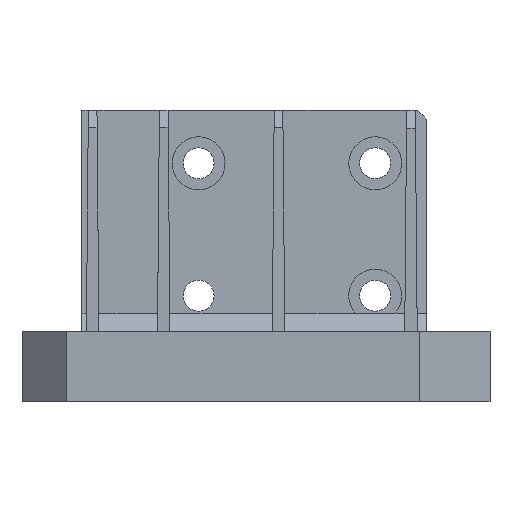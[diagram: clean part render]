
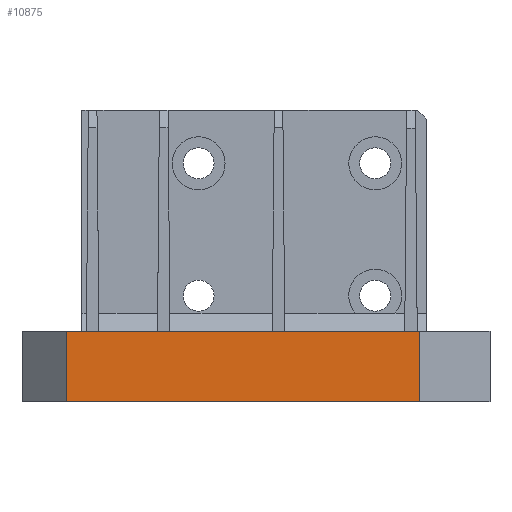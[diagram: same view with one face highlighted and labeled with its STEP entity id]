
A CAD part, front view. The second image highlights one B-rep face of the part: STEP entity #10875.
In plain terms, the highlighted planar face has unit normal (0, -1, 0).
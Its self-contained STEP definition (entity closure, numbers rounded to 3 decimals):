
#248 = AXIS2_PLACEMENT_3D ( 'NONE', #14754, #4826, #14661 ) ;
#1796 = LINE ( 'NONE', #10246, #15416 ) ;
#2417 = EDGE_LOOP ( 'NONE', ( #9472, #5000, #9860, #16662 ) ) ;
#3994 = DIRECTION ( 'NONE',  ( 0., 0., 1. ) ) ;
#4758 = CARTESIAN_POINT ( 'NONE',  ( 21., -21., -8. ) ) ;
#4826 = DIRECTION ( 'NONE',  ( 0., 1., 0. ) ) ;
#5000 = ORIENTED_EDGE ( 'NONE', *, *, #6491, .F. ) ;
#5212 = EDGE_CURVE ( 'NONE', #6148, #13105, #16053, .T. ) ;
#5640 = CARTESIAN_POINT ( 'NONE',  ( -19., -21., -8. ) ) ;
#5685 = EDGE_CURVE ( 'NONE', #16471, #6148, #10811, .T. ) ;
#5713 = CARTESIAN_POINT ( 'NONE',  ( 21., -21., 0. ) ) ;
#6148 = VERTEX_POINT ( 'NONE', #5713 ) ;
#6385 = PLANE ( 'NONE',  #248 ) ;
#6474 = DIRECTION ( 'NONE',  ( 1., 0., 0. ) ) ;
#6491 = EDGE_CURVE ( 'NONE', #8271, #16471, #13575, .T. ) ;
#6530 = VECTOR ( 'NONE', #10381, 1000. ) ;
#8271 = VERTEX_POINT ( 'NONE', #5640 ) ;
#9156 = CARTESIAN_POINT ( 'NONE',  ( 21., -21., -8. ) ) ;
#9472 = ORIENTED_EDGE ( 'NONE', *, *, #5685, .F. ) ;
#9860 = ORIENTED_EDGE ( 'NONE', *, *, #14229, .T. ) ;
#10246 = CARTESIAN_POINT ( 'NONE',  ( -24., -21., -8. ) ) ;
#10381 = DIRECTION ( 'NONE',  ( 0., 0., -1. ) ) ;
#10811 = LINE ( 'NONE', #13754, #18008 ) ;
#10875 = ADVANCED_FACE ( 'NONE', ( #17797 ), #6385, .F. ) ;
#12375 = CARTESIAN_POINT ( 'NONE',  ( -19., -21., -8. ) ) ;
#12432 = VECTOR ( 'NONE', #3994, 1000. ) ;
#13105 = VERTEX_POINT ( 'NONE', #9156 ) ;
#13575 = LINE ( 'NONE', #12375, #12432 ) ;
#13754 = CARTESIAN_POINT ( 'NONE',  ( -24., -21., 0. ) ) ;
#14229 = EDGE_CURVE ( 'NONE', #8271, #13105, #1796, .T. ) ;
#14661 = DIRECTION ( 'NONE',  ( -1., 0., 0. ) ) ;
#14754 = CARTESIAN_POINT ( 'NONE',  ( -24., -21., -8. ) ) ;
#15416 = VECTOR ( 'NONE', #15926, 1000. ) ;
#15926 = DIRECTION ( 'NONE',  ( 1., 0., 0. ) ) ;
#16053 = LINE ( 'NONE', #4758, #6530 ) ;
#16471 = VERTEX_POINT ( 'NONE', #18149 ) ;
#16662 = ORIENTED_EDGE ( 'NONE', *, *, #5212, .F. ) ;
#17797 = FACE_OUTER_BOUND ( 'NONE', #2417, .T. ) ;
#18008 = VECTOR ( 'NONE', #6474, 1000. ) ;
#18149 = CARTESIAN_POINT ( 'NONE',  ( -19., -21., 0. ) ) ;
